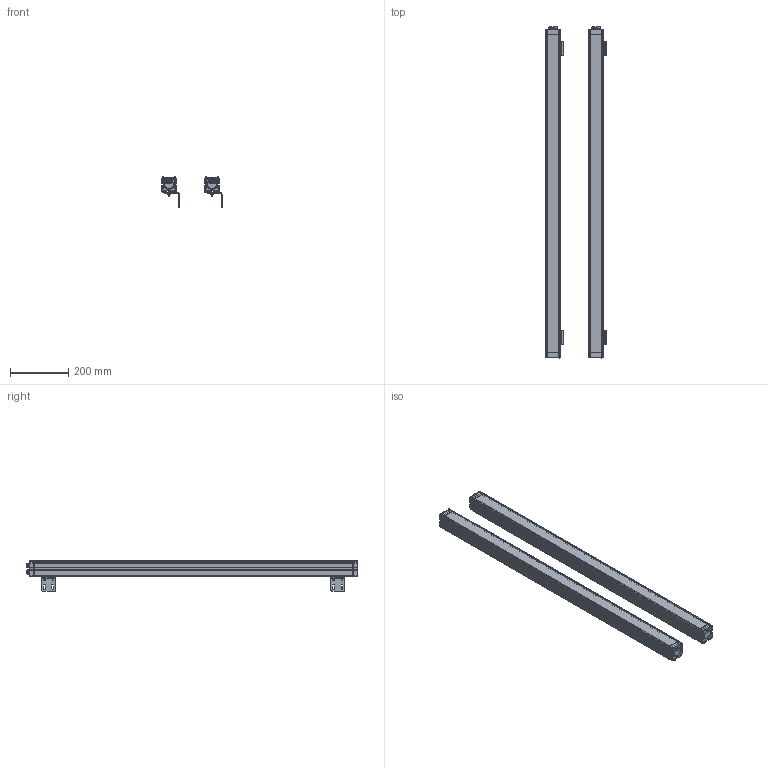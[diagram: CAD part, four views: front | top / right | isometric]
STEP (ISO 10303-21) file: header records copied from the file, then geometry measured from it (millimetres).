
FILE_DESCRIPTION(('STEP AP242'),'1');
FILE_NAME('xusl4mb30h106n.stp','2020-11-04T15:23:52',('TraceParts'),('TraceParts S.A.'),'Spatial InterOp 3D',' ',' ');
FILE_SCHEMA(('AP242_MANAGED_MODEL_BASED_3D_ENGINEERING_MIM_LF {1 0 10303 442 1 1 4}'));
Length unit declared in the file: millimetre
Products named in the file (1): xusl4mb30h106n_1
Bounding box: 207.84 x 1144.1 x 105.24 mm (x, y, z)
Volume: 1899512.5 mm3; surface area: 1461799.1 mm2
Topology: 71 solids, 71 shells, 7296 faces, 18698 edges, 11735 vertices
Faces by surface type: plane 3441, cylinder 2390, torus 569, cone 450, sphere 272, bspline 174
Entity records: 343110 total; most frequent: CARTESIAN_POINT 104310, DIRECTION 38765, ORIENTED_EDGE 37040, EDGE_CURVE 18520, AXIS2_PLACEMENT_3D 13810, VERTEX_POINT 11735, LINE 11145, VECTOR 11145
